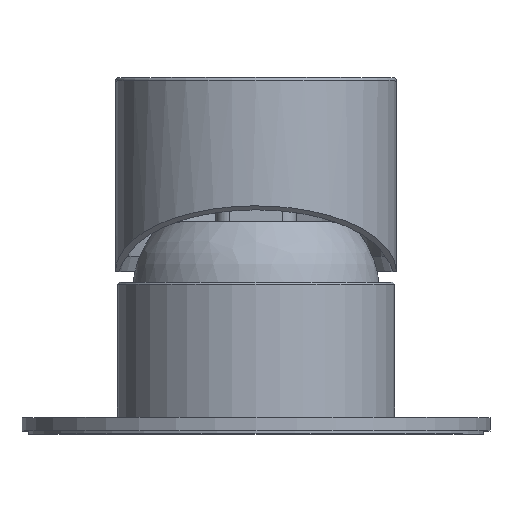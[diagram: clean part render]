
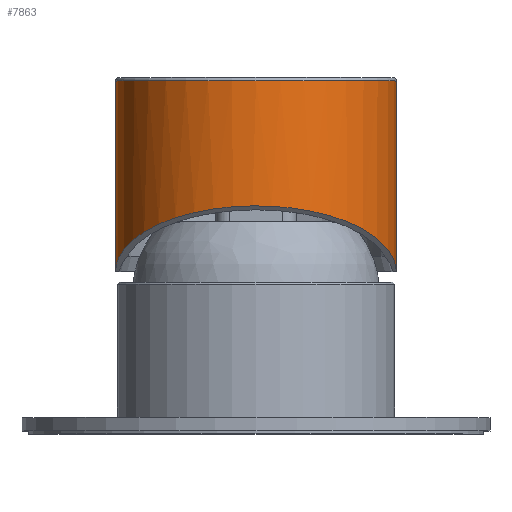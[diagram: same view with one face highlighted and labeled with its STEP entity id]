
A CAD part, top view. The second image highlights one B-rep face of the part: STEP entity #7863.
In plain terms, the highlighted cylindrical face has radius 21 mm (diameter 42 mm), a partial arc.
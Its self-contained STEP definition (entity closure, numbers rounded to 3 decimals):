
#4631=CARTESIAN_POINT('',(-21.,-7.5,0.));
#4632=CARTESIAN_POINT('',(-21.,-6.923,-1.237));
#4633=CARTESIAN_POINT('',(-20.78,-5.726,
-3.805));
#4634=CARTESIAN_POINT('',(-19.666,-3.884,
-7.754));
#4635=CARTESIAN_POINT('',(-17.71,-2.11,
-11.56));
#4636=CARTESIAN_POINT('',(-14.957,-0.526,
-14.957));
#4637=CARTESIAN_POINT('',(-11.56,0.758,
-17.71));
#4638=CARTESIAN_POINT('',(-7.753,1.67,
-19.666));
#4639=CARTESIAN_POINT('',(-4.465,2.103,
-20.594));
#4640=CARTESIAN_POINT('',(-1.876,2.267,
-20.945));
#4641=CARTESIAN_POINT('',(0.,2.305,-21.027));
#4642=CARTESIAN_POINT('',(1.876,2.267,-20.945));
#4643=CARTESIAN_POINT('',(4.465,2.103,-20.594));
#4644=CARTESIAN_POINT('',(7.753,1.67,-19.666));
#4645=CARTESIAN_POINT('',(11.56,0.758,
-17.71));
#4646=CARTESIAN_POINT('',(14.957,-0.526,
-14.957));
#4647=CARTESIAN_POINT('',(17.71,-2.11,
-11.56));
#4648=CARTESIAN_POINT('',(19.666,-3.884,
-7.754));
#4649=CARTESIAN_POINT('',(20.78,-5.726,
-3.805));
#4650=CARTESIAN_POINT('',(21.,-6.923,-1.237));
#4651=CARTESIAN_POINT('',(21.,-7.5,0.));
#4653=DIRECTION('',(0.,-1.,0.));
#4654=VECTOR('',#4653,28.5);
#4655=CARTESIAN_POINT('',(21.,21.,0.));
#4656=LINE('',#4655,#4654);
#4657=CARTESIAN_POINT('',(0.,21.,0.));
#4658=DIRECTION('',(0.,-1.,0.));
#4659=DIRECTION('',(-1.,0.,0.));
#4660=AXIS2_PLACEMENT_3D('',#4657,#4658,#4659);
#4662=DIRECTION('',(0.,-1.,0.));
#4663=VECTOR('',#4662,28.5);
#4664=CARTESIAN_POINT('',(-21.,21.,0.));
#4665=LINE('',#4664,#4663);
#4704=CARTESIAN_POINT('',(21.,21.,0.));
#4705=CARTESIAN_POINT('',(-21.,21.,0.));
#4706=VERTEX_POINT('',#4704);
#4707=VERTEX_POINT('',#4705);
#5029=CARTESIAN_POINT('',(-21.,-7.5,0.));
#5031=VERTEX_POINT('',#5029);
#5034=CARTESIAN_POINT('',(21.,-7.5,0.));
#5036=VERTEX_POINT('',#5034);
#7851=CARTESIAN_POINT('',(0.,-8.95,0.));
#7852=DIRECTION('',(0.,1.,0.));
#7853=DIRECTION('',(1.,0.,0.));
#7854=AXIS2_PLACEMENT_3D('',#7851,#7852,#7853);
#7855=CYLINDRICAL_SURFACE('',#7854,21.);
#7856=ORIENTED_EDGE('',*,*,#5291,.T.);
#7857=ORIENTED_EDGE('',*,*,#5319,.F.);
#7859=ORIENTED_EDGE('',*,*,#7858,.F.);
#7860=ORIENTED_EDGE('',*,*,#5315,.T.);
#7861=EDGE_LOOP('',(#7856,#7857,#7859,#7860));
#7862=FACE_OUTER_BOUND('',#7861,.F.);
#7863=ADVANCED_FACE('',(#7862),#7855,.T.);
#4652=B_SPLINE_CURVE_WITH_KNOTS('',3,(#4631,#4632,#4633,#4634,#4635,#4636,#4637,
#4638,#4639,#4640,#4641,#4642,#4643,#4644,#4645,#4646,#4647,#4648,#4649,#4650,
#4651),.UNSPECIFIED.,.F.,.F.,(4,1,1,1,1,1,1,1,1,1,1,1,1,1,1,1,1,1,4),(0.,
0.063,0.125,0.188,0.25,0.313,0.375,0.438,0.469,0.5,
0.531,0.563,0.625,0.688,0.75,0.813,0.875,0.938,1.),
.UNSPECIFIED.);
#4661=CIRCLE('',#4660,21.);
#5291=EDGE_CURVE('',#5031,#5036,#4652,.T.);
#5315=EDGE_CURVE('',#4707,#5031,#4665,.T.);
#5319=EDGE_CURVE('',#4706,#5036,#4656,.T.);
#7858=EDGE_CURVE('',#4707,#4706,#4661,.T.);
